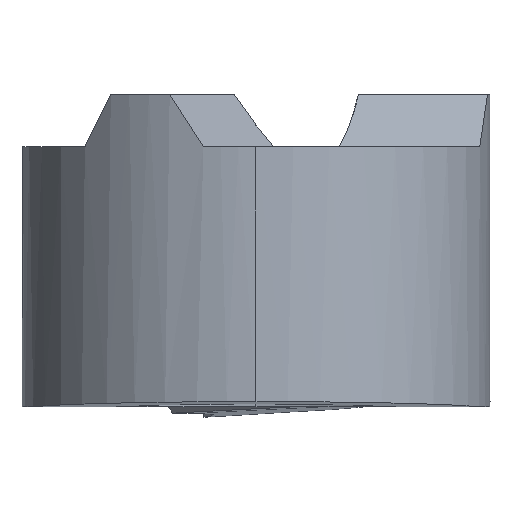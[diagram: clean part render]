
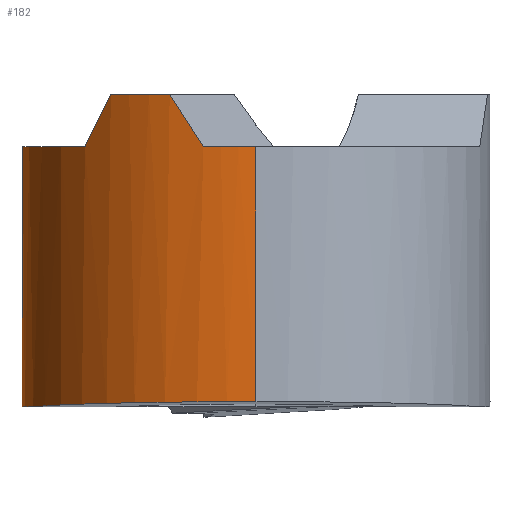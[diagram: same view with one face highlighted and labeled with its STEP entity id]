
A CAD part, left-side view. The second image highlights one B-rep face of the part: STEP entity #182.
In plain terms, the highlighted cylindrical face has radius 4.5 mm (diameter 9 mm), a partial arc.
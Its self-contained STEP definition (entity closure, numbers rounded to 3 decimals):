
#76=CYLINDRICAL_SURFACE('',#950,4.5);
#88=LINE('',#1422,#126);
#89=LINE('',#1447,#127);
#126=VECTOR('',#1054,1.);
#127=VECTOR('',#1063,1.);
#163=(
BOUNDED_CURVE()
B_SPLINE_CURVE(3,(#1416,#1417,#1418,#1419),.UNSPECIFIED.,.F.,.F.)
B_SPLINE_CURVE_WITH_KNOTS((4,4),(0.,1.),.UNSPECIFIED.)
CURVE()
GEOMETRIC_REPRESENTATION_ITEM()
RATIONAL_B_SPLINE_CURVE((1.,0.872,0.872,1.))
REPRESENTATION_ITEM('')
);
#164=(
BOUNDED_CURVE()
B_SPLINE_CURVE(3,(#1426,#1427,#1428,#1429),.UNSPECIFIED.,.F.,.F.)
B_SPLINE_CURVE_WITH_KNOTS((4,4),(0.,1.),.UNSPECIFIED.)
CURVE()
GEOMETRIC_REPRESENTATION_ITEM()
RATIONAL_B_SPLINE_CURVE((1.,0.998,0.998,1.))
REPRESENTATION_ITEM('')
);
#165=(
BOUNDED_CURVE()
B_SPLINE_CURVE(3,(#1433,#1434,#1435,#1436),.UNSPECIFIED.,.F.,.F.)
B_SPLINE_CURVE_WITH_KNOTS((4,4),(0.,1.),.UNSPECIFIED.)
CURVE()
GEOMETRIC_REPRESENTATION_ITEM()
RATIONAL_B_SPLINE_CURVE((1.,0.998,0.998,1.))
REPRESENTATION_ITEM('')
);
#166=(
BOUNDED_CURVE()
B_SPLINE_CURVE(3,(#1440,#1441,#1442,#1443),.UNSPECIFIED.,.F.,.F.)
B_SPLINE_CURVE_WITH_KNOTS((4,4),(0.,1.),.UNSPECIFIED.)
CURVE()
GEOMETRIC_REPRESENTATION_ITEM()
RATIONAL_B_SPLINE_CURVE((1.,0.998,0.998,1.))
REPRESENTATION_ITEM('')
);
#182=ADVANCED_FACE('',(#240),#76,.T.);
#240=FACE_OUTER_BOUND('',#289,.T.);
#289=EDGE_LOOP('',(#402,#403,#404,#405,#406,#407,#408,#409,#410,#411,#412));
#349=CIRCLE('',#945,4.5);
#350=CIRCLE('',#946,4.5);
#351=CIRCLE('',#947,4.5);
#352=CIRCLE('',#948,4.5);
#353=CIRCLE('',#949,4.5);
#402=ORIENTED_EDGE('',*,*,#746,.T.);
#403=ORIENTED_EDGE('',*,*,#747,.T.);
#404=ORIENTED_EDGE('',*,*,#748,.T.);
#405=ORIENTED_EDGE('',*,*,#749,.F.);
#406=ORIENTED_EDGE('',*,*,#750,.T.);
#407=ORIENTED_EDGE('',*,*,#751,.F.);
#408=ORIENTED_EDGE('',*,*,#752,.T.);
#409=ORIENTED_EDGE('',*,*,#753,.F.);
#410=ORIENTED_EDGE('',*,*,#754,.T.);
#411=ORIENTED_EDGE('',*,*,#755,.F.);
#412=ORIENTED_EDGE('',*,*,#756,.T.);
#656=VERTEX_POINT('',#1420);
#657=VERTEX_POINT('',#1421);
#658=VERTEX_POINT('',#1423);
#659=VERTEX_POINT('',#1425);
#660=VERTEX_POINT('',#1430);
#661=VERTEX_POINT('',#1432);
#662=VERTEX_POINT('',#1437);
#663=VERTEX_POINT('',#1439);
#664=VERTEX_POINT('',#1444);
#665=VERTEX_POINT('',#1446);
#666=VERTEX_POINT('',#1448);
#746=EDGE_CURVE('',#656,#657,#163,.T.);
#747=EDGE_CURVE('',#657,#658,#88,.T.);
#748=EDGE_CURVE('',#658,#659,#349,.T.);
#749=EDGE_CURVE('',#660,#659,#164,.T.);
#750=EDGE_CURVE('',#660,#661,#350,.T.);
#751=EDGE_CURVE('',#662,#661,#165,.T.);
#752=EDGE_CURVE('',#662,#663,#351,.T.);
#753=EDGE_CURVE('',#664,#663,#166,.T.);
#754=EDGE_CURVE('',#664,#665,#352,.T.);
#755=EDGE_CURVE('',#666,#665,#89,.T.);
#756=EDGE_CURVE('',#666,#656,#353,.T.);
#945=AXIS2_PLACEMENT_3D('',#1424,#1055,#1056);
#946=AXIS2_PLACEMENT_3D('',#1431,#1057,#1058);
#947=AXIS2_PLACEMENT_3D('',#1438,#1059,#1060);
#948=AXIS2_PLACEMENT_3D('',#1445,#1061,#1062);
#949=AXIS2_PLACEMENT_3D('',#1449,#1064,#1065);
#950=AXIS2_PLACEMENT_3D('',#1450,#1066,#1067);
#1054=DIRECTION('',(0.,0.,1.));
#1055=DIRECTION('',(0.,0.,-1.));
#1056=DIRECTION('',(1.,0.,0.));
#1057=DIRECTION('',(0.,0.,-1.));
#1058=DIRECTION('',(-1.,0.,0.));
#1059=DIRECTION('',(0.,0.,-1.));
#1060=DIRECTION('',(1.,0.,0.));
#1061=DIRECTION('',(0.,0.,-1.));
#1062=DIRECTION('',(-1.,0.,0.));
#1063=DIRECTION('',(0.,0.,1.));
#1064=DIRECTION('',(0.,0.,1.));
#1065=DIRECTION('',(-1.,0.,0.));
#1066=DIRECTION('',(0.,0.,1.));
#1067=DIRECTION('',(-1.,0.,0.));
#1416=CARTESIAN_POINT('',(-1.377,4.284,-5.));
#1417=CARTESIAN_POINT('',(-3.306,3.664,-4.938));
#1418=CARTESIAN_POINT('',(-4.5,2.027,-4.9));
#1419=CARTESIAN_POINT('',(-4.5,0.,-4.9));
#1420=CARTESIAN_POINT('',(-1.377,4.284,-5.));
#1421=CARTESIAN_POINT('',(-4.5,0.,-4.9));
#1422=CARTESIAN_POINT('',(-4.5,0.,-5.35));
#1423=CARTESIAN_POINT('',(-4.5,0.,0.));
#1424=CARTESIAN_POINT('',(0.,0.,0.));
#1425=CARTESIAN_POINT('',(-4.385,1.012,0.));
#1426=CARTESIAN_POINT('',(-4.183,1.66,1.));
#1427=CARTESIAN_POINT('',(-4.266,1.45,0.661));
#1428=CARTESIAN_POINT('',(-4.334,1.233,0.327));
#1429=CARTESIAN_POINT('',(-4.385,1.012,0.));
#1430=CARTESIAN_POINT('',(-4.183,1.66,1.));
#1431=CARTESIAN_POINT('',(0.,0.,1.));
#1432=CARTESIAN_POINT('',(-3.529,2.792,1.));
#1433=CARTESIAN_POINT('',(-3.069,3.291,0.));
#1434=CARTESIAN_POINT('',(-3.235,3.136,0.327));
#1435=CARTESIAN_POINT('',(-3.388,2.97,0.661));
#1436=CARTESIAN_POINT('',(-3.529,2.792,1.));
#1437=CARTESIAN_POINT('',(-3.069,3.291,0.));
#1438=CARTESIAN_POINT('',(0.,0.,0.));
#1439=CARTESIAN_POINT('',(3.069,3.291,0.));
#1440=CARTESIAN_POINT('',(3.529,2.792,1.));
#1441=CARTESIAN_POINT('',(3.388,2.97,0.661));
#1442=CARTESIAN_POINT('',(3.235,3.136,0.327));
#1443=CARTESIAN_POINT('',(3.069,3.291,0.));
#1444=CARTESIAN_POINT('',(3.529,2.792,1.));
#1445=CARTESIAN_POINT('',(0.,0.,1.));
#1446=CARTESIAN_POINT('',(3.585,2.72,1.));
#1447=CARTESIAN_POINT('',(3.585,2.72,-5.35));
#1448=CARTESIAN_POINT('',(3.585,2.72,-5.));
#1449=CARTESIAN_POINT('',(0.,0.,-5.));
#1450=CARTESIAN_POINT('',(0.,0.,-5.35));
